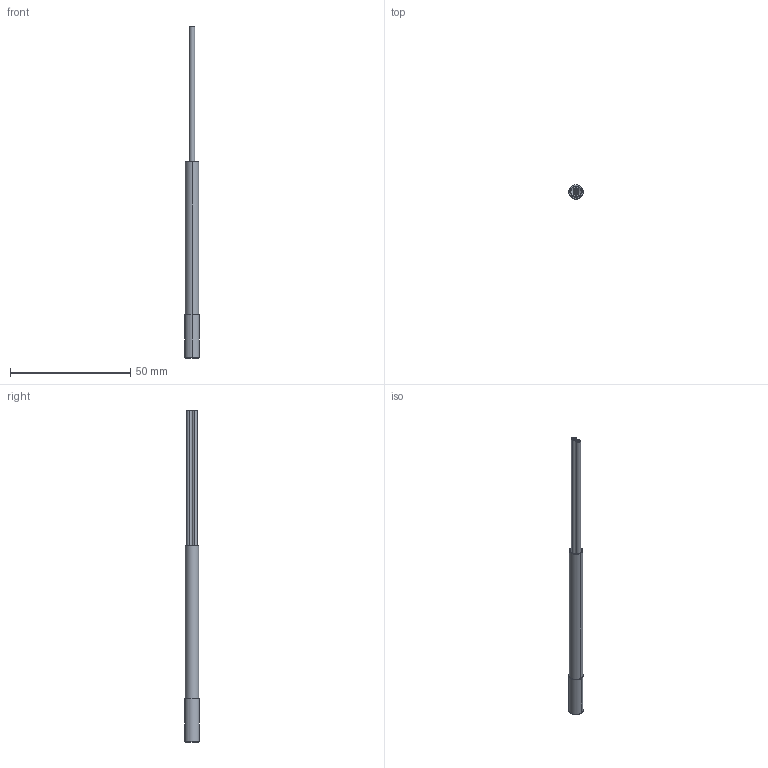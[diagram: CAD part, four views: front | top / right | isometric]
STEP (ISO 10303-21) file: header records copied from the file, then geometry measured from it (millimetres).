
FILE_DESCRIPTION((''),'2;1');
FILE_NAME('191573_ASM','2016-02-16T',('pdmadmin'),(''),'PRO/ENGINEER BY PARAMETRIC TECHNOLOGY CORPORATION, 2013230','PRO/ENGINEER BY PARAMETRIC TECHNOLOGY CORPORATION, 2013230','');
FILE_SCHEMA(('CONFIG_CONTROL_DESIGN'));
Length unit declared in the file: inch
Products named in the file (5): 39476; 39218; 39478_FEP_6_X_18_; 51831_ASM; 191573_ASM
Assembly tree (5 placements, depth 3):
  191573_ASM
    51831_ASM
      39476
      39218  x2
      39478_FEP_6_X_18_
Bounding box: 6.05 x 6.05 x 137.87 mm (x, y, z)
Volume: 1754.2 mm3; surface area: 4957.6 mm2
Topology: 4 solids, 4 shells, 49 faces, 102 edges, 63 vertices
Faces by surface type: cylinder 28, plane 13, cone 6, torus 2
Entity records: 1269 total; most frequent: CARTESIAN_POINT 250, DIRECTION 224, ORIENTED_EDGE 164, AXIS2_PLACEMENT_3D 97, EDGE_CURVE 82, VERTEX_POINT 51, EDGE_LOOP 45, CIRCLE 44
